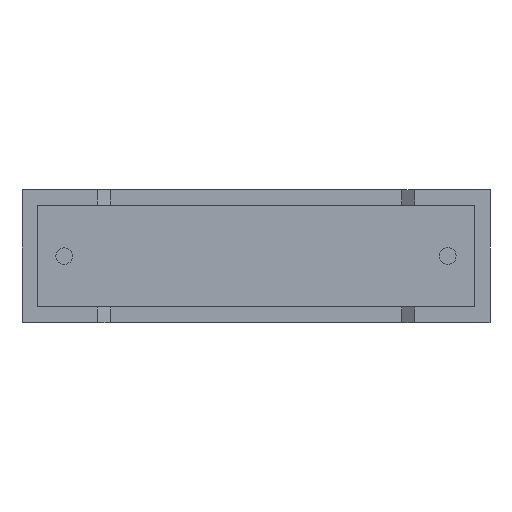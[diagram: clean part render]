
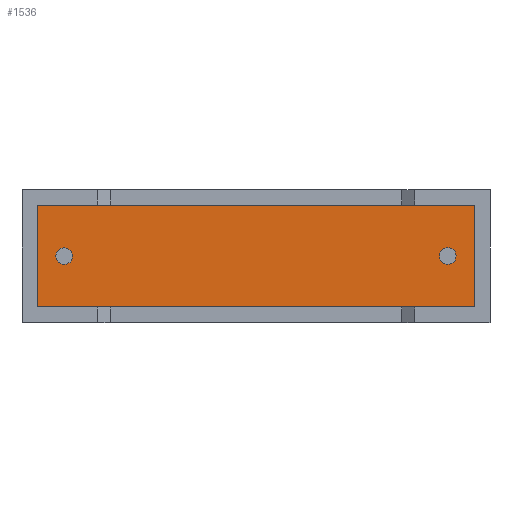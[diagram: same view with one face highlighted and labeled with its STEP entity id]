
A CAD part, front view. The second image highlights one B-rep face of the part: STEP entity #1536.
In plain terms, the highlighted planar face has unit normal (0, -1, 0).
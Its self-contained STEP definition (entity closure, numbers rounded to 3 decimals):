
#21=FACE_BOUND('',#191,.T.);
#22=FACE_BOUND('',#192,.T.);
#28=PLANE('',#1644);
#107=FACE_OUTER_BOUND('',#190,.T.);
#190=EDGE_LOOP('',(#1107,#1108,#1109,#1110));
#191=EDGE_LOOP('',(#1111,#1112));
#192=EDGE_LOOP('',(#1113,#1114));
#297=LINE('',#2201,#504);
#302=LINE('',#2211,#509);
#306=LINE('',#2218,#513);
#307=LINE('',#2219,#514);
#504=VECTOR('',#1783,1000.);
#509=VECTOR('',#1790,1000.);
#513=VECTOR('',#1796,1000.);
#514=VECTOR('',#1797,1000.);
#682=CIRCLE('',#1630,0.325);
#685=CIRCLE('',#1633,0.325);
#686=CIRCLE('',#1635,0.325);
#689=CIRCLE('',#1638,0.325);
#690=VERTEX_POINT('',#2125);
#691=VERTEX_POINT('',#2126);
#694=VERTEX_POINT('',#2135);
#695=VERTEX_POINT('',#2136);
#722=VERTEX_POINT('',#2198);
#723=VERTEX_POINT('',#2200);
#726=VERTEX_POINT('',#2208);
#727=VERTEX_POINT('',#2210);
#836=EDGE_CURVE('',#690,#691,#682,.T.);
#840=EDGE_CURVE('',#691,#690,#685,.T.);
#841=EDGE_CURVE('',#694,#695,#686,.T.);
#845=EDGE_CURVE('',#695,#694,#689,.T.);
#873=EDGE_CURVE('',#723,#722,#297,.T.);
#878=EDGE_CURVE('',#727,#726,#302,.T.);
#882=EDGE_CURVE('',#722,#727,#306,.T.);
#883=EDGE_CURVE('',#726,#723,#307,.T.);
#1107=ORIENTED_EDGE('',*,*,#882,.T.);
#1108=ORIENTED_EDGE('',*,*,#878,.T.);
#1109=ORIENTED_EDGE('',*,*,#883,.T.);
#1110=ORIENTED_EDGE('',*,*,#873,.T.);
#1111=ORIENTED_EDGE('',*,*,#841,.F.);
#1112=ORIENTED_EDGE('',*,*,#845,.F.);
#1113=ORIENTED_EDGE('',*,*,#836,.F.);
#1114=ORIENTED_EDGE('',*,*,#840,.F.);
#1536=ADVANCED_FACE('',(#107,#21,#22),#28,.T.);
#1630=AXIS2_PLACEMENT_3D('',#2127,#1728,#1729);
#1633=AXIS2_PLACEMENT_3D('',#2133,#1735,#1736);
#1635=AXIS2_PLACEMENT_3D('',#2137,#1739,#1740);
#1638=AXIS2_PLACEMENT_3D('',#2143,#1746,#1747);
#1644=AXIS2_PLACEMENT_3D('',#2217,#1794,#1795);
#1728=DIRECTION('center_axis',(0.,-1.,0.));
#1729=DIRECTION('ref_axis',(0.5,0.,-0.866));
#1735=DIRECTION('center_axis',(0.,-1.,0.));
#1736=DIRECTION('ref_axis',(0.5,0.,-0.866));
#1739=DIRECTION('center_axis',(0.,-1.,0.));
#1740=DIRECTION('ref_axis',(-0.423,0.,-0.906));
#1746=DIRECTION('center_axis',(0.,-1.,0.));
#1747=DIRECTION('ref_axis',(-0.423,0.,-0.906));
#1783=DIRECTION('',(-1.,0.,0.));
#1790=DIRECTION('',(1.,0.,0.));
#1794=DIRECTION('center_axis',(0.,-1.,0.));
#1795=DIRECTION('ref_axis',(0.,0.,-1.));
#1796=DIRECTION('',(0.,0.,-1.));
#1797=DIRECTION('',(0.,0.,1.));
#2125=CARTESIAN_POINT('',(16.488,0.75,2.884));
#2126=CARTESIAN_POINT('',(16.813,0.75,2.322));
#2127=CARTESIAN_POINT('Origin',(16.65,0.75,2.603));
#2133=CARTESIAN_POINT('Origin',(16.65,0.75,2.603));
#2135=CARTESIAN_POINT('',(1.787,0.75,2.891));
#2136=CARTESIAN_POINT('',(1.513,0.75,2.302));
#2137=CARTESIAN_POINT('Origin',(1.65,0.75,2.596));
#2143=CARTESIAN_POINT('Origin',(1.65,0.75,2.596));
#2198=CARTESIAN_POINT('',(0.61,0.75,4.59));
#2200=CARTESIAN_POINT('',(17.69,0.75,4.59));
#2201=CARTESIAN_POINT('',(17.69,0.75,4.59));
#2208=CARTESIAN_POINT('',(17.69,0.75,0.61));
#2210=CARTESIAN_POINT('',(0.61,0.75,0.61));
#2211=CARTESIAN_POINT('',(0.61,0.75,0.61));
#2217=CARTESIAN_POINT('Origin',(0.,0.75,0.));
#2218=CARTESIAN_POINT('',(0.61,0.75,4.59));
#2219=CARTESIAN_POINT('',(17.69,0.75,0.61));
